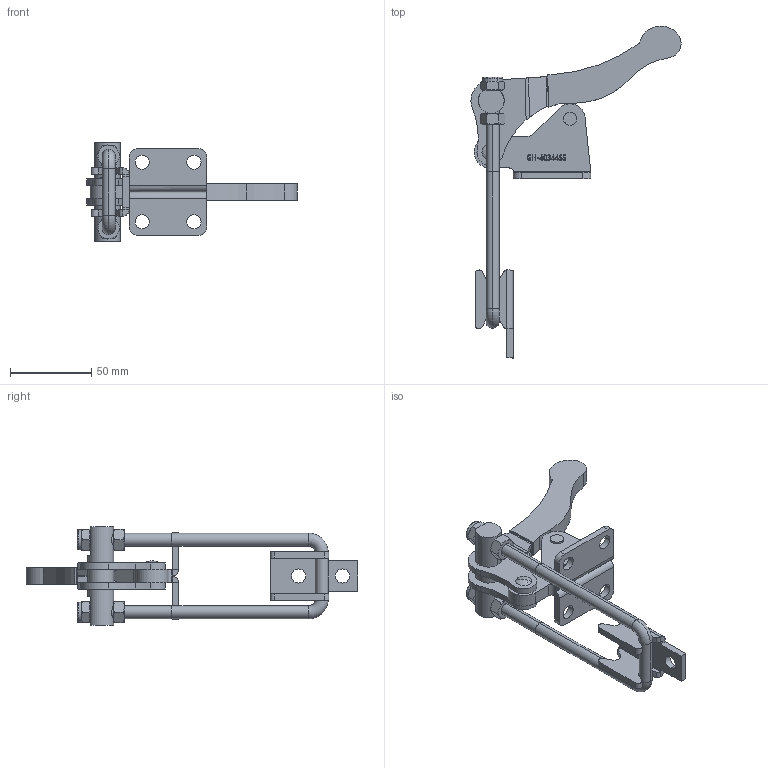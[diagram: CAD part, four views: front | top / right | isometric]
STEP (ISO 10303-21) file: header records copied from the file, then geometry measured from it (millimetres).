
FILE_DESCRIPTION (( 'STEP AP214' ), '1' );
FILE_NAME ('GH-40344-SS(Â²¤Æ).STEP', '2020-07-08T05:55:07', ( 'LinWei' ), ( '' ), 'SwSTEP 2.0', 'SolidWorks 2016', '' );
FILE_SCHEMA (( 'AUTOMOTIVE_DESIGN' ));
Length unit declared in the file: millimetre
Products named in the file (6): 440344SS44-1^GH-40344-SS(簡化); 140344SS15-1^GH-40344-SS(簡化); Group3^GH-40344-SS(簡化); Group2^GH-40344-SS(簡化); Group1^GH-40344-SS(簡化); GH-40344-SS(簡化)
Assembly tree (5 placements, depth 2):
  GH-40344-SS(簡化)
    Group1^GH-40344-SS(簡化)
    Group2^GH-40344-SS(簡化)
    Group3^GH-40344-SS(簡化)
    140344SS15-1^GH-40344-SS(簡化)
    440344SS44-1^GH-40344-SS(簡化)
Bounding box: 129.06 x 203.86 x 60.3 mm (x, y, z)
Volume: 89851.4 mm3; surface area: 44393.1 mm2
Topology: 8 solids, 8 shells, 758 faces, 1959 edges, 1260 vertices
Faces by surface type: plane 357, bspline 195, cylinder 148, cone 46, torus 10, sphere 2
Entity records: 30961 total; most frequent: CARTESIAN_POINT 12536, ORIENTED_EDGE 3916, DIRECTION 2980, EDGE_CURVE 1958, VERTEX_POINT 1260, LINE 1120, VECTOR 1120, AXIS2_PLACEMENT_3D 930
